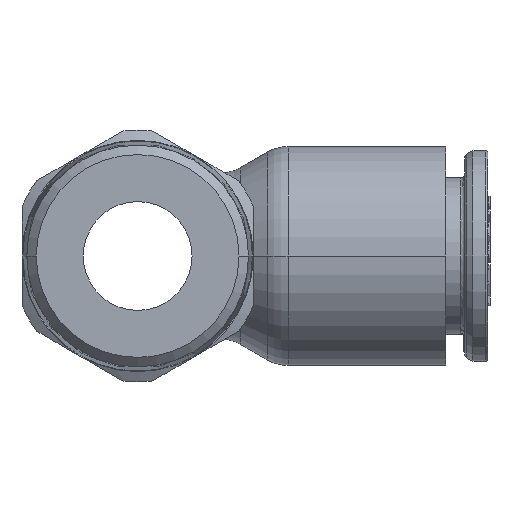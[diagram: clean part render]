
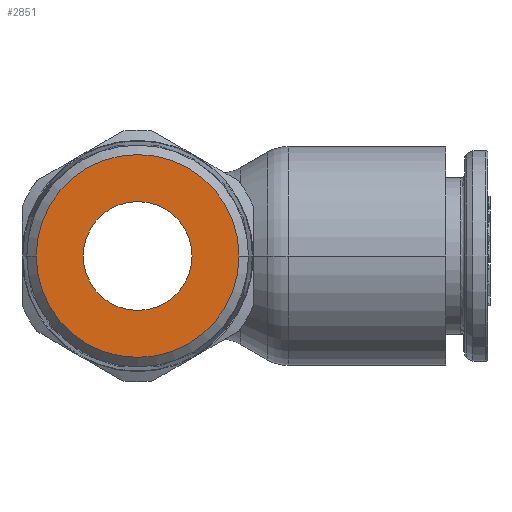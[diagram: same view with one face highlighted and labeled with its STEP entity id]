
A CAD part, left-side view. The second image highlights one B-rep face of the part: STEP entity #2851.
In plain terms, the highlighted planar face has unit normal (-1, 0, 0).
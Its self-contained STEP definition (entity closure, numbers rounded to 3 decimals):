
#2851=ADVANCED_FACE('',(#6474,#6475),#6476,.T.);
#6474=FACE_OUTER_BOUND('',#13170,.T.);
#6475=FACE_BOUND('',#13171,.T.);
#6476=PLANE('',#13172);
#13170=EDGE_LOOP('',(#23793,#23794));
#13171=EDGE_LOOP('',(#23795,#23796));
#13172=AXIS2_PLACEMENT_3D('',#23797,#23798,#23799);
#23793=ORIENTED_EDGE('',*,*,#33988,.F.);
#23794=ORIENTED_EDGE('',*,*,#33533,.F.);
#23795=ORIENTED_EDGE('',*,*,#33989,.F.);
#23796=ORIENTED_EDGE('',*,*,#33823,.F.);
#23797=CARTESIAN_POINT('',(-40.5,0.0,0.0));
#23798=DIRECTION('',(-1.0,0.0,0.0));
#23799=DIRECTION('',(0.0,0.0,-1.0));
#33533=EDGE_CURVE('',#40390,#40393,#40394,.T.);
#33823=EDGE_CURVE('',#40804,#40802,#40806,.T.);
#33988=EDGE_CURVE('',#40393,#40390,#41027,.T.);
#33989=EDGE_CURVE('',#40802,#40804,#41028,.T.);
#40390=VERTEX_POINT('',#52011);
#40393=VERTEX_POINT('',#52015);
#40394=CIRCLE('',#52016,7.457);
#40802=VERTEX_POINT('',#52870);
#40804=VERTEX_POINT('',#52873);
#40806=CIRCLE('',#52876,4.0);
#41027=CIRCLE('',#53439,7.457);
#41028=CIRCLE('',#53440,4.0);
#52011=CARTESIAN_POINT('',(-40.5,7.457,0.));
#52015=CARTESIAN_POINT('',(-40.5,-7.457,0.0));
#52016=AXIS2_PLACEMENT_3D('',#61146,#61147,#61148);
#52870=CARTESIAN_POINT('',(-40.5,0.0,4.0));
#52873=CARTESIAN_POINT('',(-40.5,0.,-4.0));
#52876=AXIS2_PLACEMENT_3D('',#61490,#61491,#61492);
#53439=AXIS2_PLACEMENT_3D('',#61650,#61651,#61652);
#53440=AXIS2_PLACEMENT_3D('',#61653,#61654,#61655);
#61146=CARTESIAN_POINT('',(-40.5,0.0,0.0));
#61147=DIRECTION('',(1.0,0.0,0.0));
#61148=DIRECTION('',(0.0,1.0,0.0));
#61490=CARTESIAN_POINT('',(-40.5,0.0,0.0));
#61491=DIRECTION('',(-1.0,0.0,0.0));
#61492=DIRECTION('',(0.0,0.0,1.0));
#61650=CARTESIAN_POINT('',(-40.5,0.0,0.0));
#61651=DIRECTION('',(1.0,0.0,0.0));
#61652=DIRECTION('',(0.0,1.0,0.0));
#61653=CARTESIAN_POINT('',(-40.5,0.0,0.0));
#61654=DIRECTION('',(-1.0,0.0,0.0));
#61655=DIRECTION('',(0.0,0.0,1.0));
